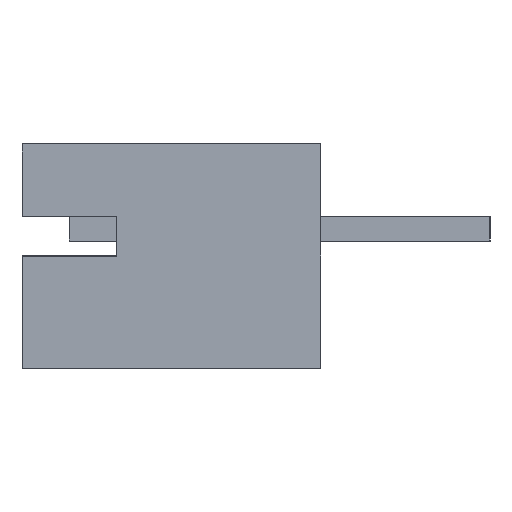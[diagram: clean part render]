
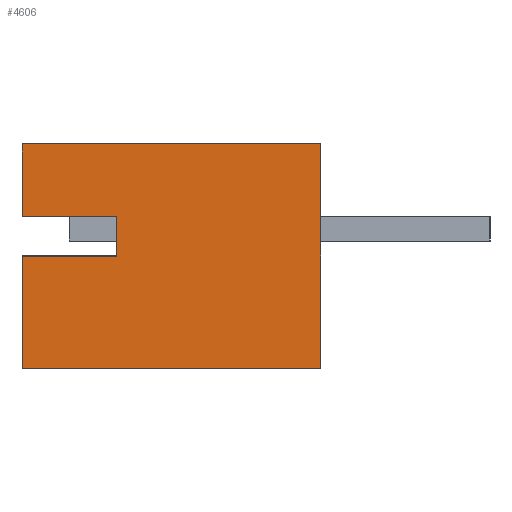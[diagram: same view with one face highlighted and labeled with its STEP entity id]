
A CAD part, left-side view. The second image highlights one B-rep face of the part: STEP entity #4606.
In plain terms, the highlighted planar face has unit normal (-1, 0, 0).
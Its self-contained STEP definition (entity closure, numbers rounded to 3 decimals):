
#1415 = CARTESIAN_POINT ( 'NONE',  ( 11.95, 0., 4.5 ) ) ;
#1448 = DIRECTION ( 'NONE',  ( 0., 0., 1. ) ) ;
#1449 = VECTOR ( 'NONE', #1448, 1000. ) ;
#1450 = CARTESIAN_POINT ( 'NONE',  ( 11.95, 0., 0. ) ) ;
#1451 = LINE ( 'NONE', #1450, #1449 ) ;
#1508 = CARTESIAN_POINT ( 'NONE',  ( 11.95, 6., 0. ) ) ;
#1509 = DIRECTION ( 'NONE',  ( 0., -1., 0. ) ) ;
#1510 = VECTOR ( 'NONE', #1509, 1000. ) ;
#1511 = CARTESIAN_POINT ( 'NONE',  ( 11.95, 0., 0. ) ) ;
#1512 = LINE ( 'NONE', #1511, #1510 ) ;
#1513 = CARTESIAN_POINT ( 'NONE',  ( 11.95, 0., 0. ) ) ;
#1569 = DIRECTION ( 'NONE',  ( 0., 0., -1. ) ) ;
#1570 = VECTOR ( 'NONE', #1569, 1000. ) ;
#1571 = CARTESIAN_POINT ( 'NONE',  ( 11.95, 6., 3.05 ) ) ;
#1572 = LINE ( 'NONE', #1571, #1570 ) ;
#1574 = CARTESIAN_POINT ( 'NONE',  ( 11.95, 6., 3.05 ) ) ;
#1600 = DIRECTION ( 'NONE',  ( 0., -1., 0. ) ) ;
#1601 = VECTOR ( 'NONE', #1600, 1000. ) ;
#1602 = CARTESIAN_POINT ( 'NONE',  ( 11.95, 4.1, 3.05 ) ) ;
#1603 = LINE ( 'NONE', #1602, #1601 ) ;
#1627 = DIRECTION ( 'NONE',  ( 0., 0., -1. ) ) ;
#1628 = VECTOR ( 'NONE', #1627, 1000. ) ;
#1629 = CARTESIAN_POINT ( 'NONE',  ( 11.95, 4.1, 2.25 ) ) ;
#1630 = LINE ( 'NONE', #1629, #1628 ) ;
#1632 = CARTESIAN_POINT ( 'NONE',  ( 11.95, 4.1, 2.25 ) ) ;
#1681 = DIRECTION ( 'NONE',  ( 0., 1., 0. ) ) ;
#1682 = VECTOR ( 'NONE', #1681, 1000. ) ;
#1683 = CARTESIAN_POINT ( 'NONE',  ( 11.95, 6., 2.25 ) ) ;
#1684 = LINE ( 'NONE', #1683, #1682 ) ;
#1686 = CARTESIAN_POINT ( 'NONE',  ( 11.95, 6., 2.25 ) ) ;
#1817 = CARTESIAN_POINT ( 'NONE',  ( 11.95, 4.1, 3.05 ) ) ;
#1832 = CARTESIAN_POINT ( 'NONE',  ( 11.95, 6., 4.5 ) ) ;
#1937 = PLANE ( 'NONE',  #2001 ) ;
#1952 = FACE_OUTER_BOUND ( 'NONE', #4524, .T. ) ;
#1953 = DIRECTION ( 'NONE',  ( 0., 0., -1. ) ) ;
#1954 = VECTOR ( 'NONE', #1953, 1000. ) ;
#1955 = CARTESIAN_POINT ( 'NONE',  ( 11.95, 6., 0. ) ) ;
#1956 = LINE ( 'NONE', #1955, #1954 ) ;
#1998 = DIRECTION ( 'NONE',  ( 0., 0., -1. ) ) ;
#1999 = DIRECTION ( 'NONE',  ( 1., 0., 0. ) ) ;
#2000 = CARTESIAN_POINT ( 'NONE',  ( 11.95, 6., 0. ) ) ;
#2001 = AXIS2_PLACEMENT_3D ( 'NONE', #2000, #1999, #1998 ) ;
#2053 = DIRECTION ( 'NONE',  ( 0., 1., 0. ) ) ;
#2054 = VECTOR ( 'NONE', #2053, 1000. ) ;
#2055 = CARTESIAN_POINT ( 'NONE',  ( 11.95, 0., 4.5 ) ) ;
#2056 = LINE ( 'NONE', #2055, #2054 ) ;
#4392 = ORIENTED_EDGE ( 'NONE', *, *, #4484, .T. ) ;
#4403 = VERTEX_POINT ( 'NONE', #1415 ) ;
#4407 = EDGE_CURVE ( 'NONE', #4447, #4403, #1451, .T. ) ;
#4447 = VERTEX_POINT ( 'NONE', #1513 ) ;
#4449 = EDGE_CURVE ( 'NONE', #4450, #4447, #1512, .T. ) ;
#4450 = VERTEX_POINT ( 'NONE', #1508 ) ;
#4465 = VERTEX_POINT ( 'NONE', #1574 ) ;
#4467 = EDGE_CURVE ( 'NONE', #4559, #4465, #1572, .T. ) ;
#4484 = EDGE_CURVE ( 'NONE', #4465, #4553, #1603, .T. ) ;
#4493 = VERTEX_POINT ( 'NONE', #1632 ) ;
#4495 = EDGE_CURVE ( 'NONE', #4553, #4493, #1630, .T. ) ;
#4520 = VERTEX_POINT ( 'NONE', #1686 ) ;
#4522 = EDGE_CURVE ( 'NONE', #4493, #4520, #1684, .T. ) ;
#4524 = EDGE_LOOP ( 'NONE', ( #4525, #4526, #4527, #4528, #4392, #4685, #4686, #4681 ) ) ;
#4525 = ORIENTED_EDGE ( 'NONE', *, *, #4449, .T. ) ;
#4526 = ORIENTED_EDGE ( 'NONE', *, *, #4407, .T. ) ;
#4527 = ORIENTED_EDGE ( 'NONE', *, *, #4638, .T. ) ;
#4528 = ORIENTED_EDGE ( 'NONE', *, *, #4467, .T. ) ;
#4553 = VERTEX_POINT ( 'NONE', #1817 ) ;
#4559 = VERTEX_POINT ( 'NONE', #1832 ) ;
#4605 = EDGE_CURVE ( 'NONE', #4520, #4450, #1956, .T. ) ;
#4606 = ADVANCED_FACE ( 'NONE', ( #1952 ), #1937, .F. ) ;
#4638 = EDGE_CURVE ( 'NONE', #4403, #4559, #2056, .T. ) ;
#4681 = ORIENTED_EDGE ( 'NONE', *, *, #4605, .T. ) ;
#4685 = ORIENTED_EDGE ( 'NONE', *, *, #4495, .T. ) ;
#4686 = ORIENTED_EDGE ( 'NONE', *, *, #4522, .T. ) ;
